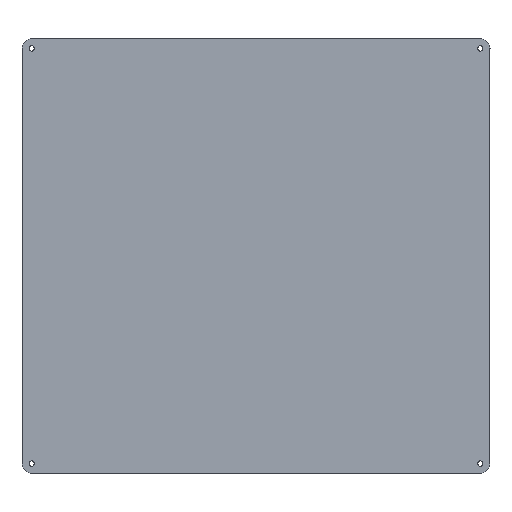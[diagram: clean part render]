
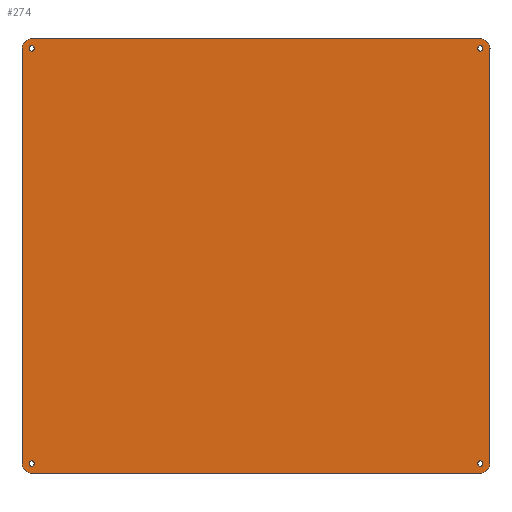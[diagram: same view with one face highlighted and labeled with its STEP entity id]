
A CAD part, left-side view. The second image highlights one B-rep face of the part: STEP entity #274.
In plain terms, the highlighted planar face has unit normal (-1, 0, 0).
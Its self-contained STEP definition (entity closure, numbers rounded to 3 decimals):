
#19=FACE_BOUND('',#61,.T.);
#20=FACE_BOUND('',#62,.T.);
#21=FACE_BOUND('',#63,.T.);
#22=FACE_BOUND('',#64,.T.);
#28=PLANE('',#318);
#42=FACE_OUTER_BOUND('',#60,.T.);
#60=EDGE_LOOP('',(#241,#242,#243,#244,#245,#246,#247,#248));
#61=EDGE_LOOP('',(#249));
#62=EDGE_LOOP('',(#250));
#63=EDGE_LOOP('',(#251));
#64=EDGE_LOOP('',(#252));
#70=LINE('',#422,#90);
#80=LINE('',#462,#100);
#81=LINE('',#465,#101);
#84=LINE('',#474,#104);
#90=VECTOR('',#340,10.);
#100=VECTOR('',#382,10.);
#101=VECTOR('',#385,10.);
#104=VECTOR('',#398,10.);
#106=CIRCLE('',#291,12.);
#107=CIRCLE('',#293,12.);
#109=CIRCLE('',#297,3.3);
#111=CIRCLE('',#300,3.3);
#113=CIRCLE('',#303,3.3);
#115=CIRCLE('',#306,3.3);
#119=CIRCLE('',#314,12.);
#120=CIRCLE('',#316,12.);
#123=VERTEX_POINT('',#406);
#124=VERTEX_POINT('',#408);
#125=VERTEX_POINT('',#412);
#126=VERTEX_POINT('',#413);
#129=VERTEX_POINT('',#424);
#131=VERTEX_POINT('',#430);
#133=VERTEX_POINT('',#436);
#135=VERTEX_POINT('',#442);
#141=VERTEX_POINT('',#458);
#142=VERTEX_POINT('',#460);
#143=VERTEX_POINT('',#464);
#144=VERTEX_POINT('',#470);
#147=EDGE_CURVE('',#123,#124,#106,.T.);
#149=EDGE_CURVE('',#125,#126,#107,.T.);
#154=EDGE_CURVE('',#123,#126,#70,.F.);
#155=EDGE_CURVE('',#129,#129,#109,.T.);
#158=EDGE_CURVE('',#131,#131,#111,.T.);
#161=EDGE_CURVE('',#133,#133,#113,.T.);
#164=EDGE_CURVE('',#135,#135,#115,.T.);
#174=EDGE_CURVE('',#141,#142,#80,.F.);
#175=EDGE_CURVE('',#143,#124,#81,.F.);
#177=EDGE_CURVE('',#143,#142,#119,.T.);
#178=EDGE_CURVE('',#141,#144,#120,.T.);
#180=EDGE_CURVE('',#125,#144,#84,.F.);
#241=ORIENTED_EDGE('',*,*,#180,.T.);
#242=ORIENTED_EDGE('',*,*,#178,.F.);
#243=ORIENTED_EDGE('',*,*,#174,.T.);
#244=ORIENTED_EDGE('',*,*,#177,.F.);
#245=ORIENTED_EDGE('',*,*,#175,.T.);
#246=ORIENTED_EDGE('',*,*,#147,.F.);
#247=ORIENTED_EDGE('',*,*,#154,.T.);
#248=ORIENTED_EDGE('',*,*,#149,.F.);
#249=ORIENTED_EDGE('',*,*,#158,.T.);
#250=ORIENTED_EDGE('',*,*,#155,.T.);
#251=ORIENTED_EDGE('',*,*,#161,.T.);
#252=ORIENTED_EDGE('',*,*,#164,.T.);
#274=ADVANCED_FACE('',(#42,#19,#20,#21,#22),#28,.T.);
#291=AXIS2_PLACEMENT_3D('',#409,#326,#327);
#293=AXIS2_PLACEMENT_3D('',#414,#331,#332);
#297=AXIS2_PLACEMENT_3D('',#425,#343,#344);
#300=AXIS2_PLACEMENT_3D('',#431,#350,#351);
#303=AXIS2_PLACEMENT_3D('',#437,#357,#358);
#306=AXIS2_PLACEMENT_3D('',#443,#364,#365);
#314=AXIS2_PLACEMENT_3D('',#468,#389,#390);
#316=AXIS2_PLACEMENT_3D('',#471,#393,#394);
#318=AXIS2_PLACEMENT_3D('',#475,#399,#400);
#326=DIRECTION('center_axis',(1.,0.,0.));
#327=DIRECTION('ref_axis',(0.,-0.707,0.707));
#331=DIRECTION('center_axis',(1.,0.,0.));
#332=DIRECTION('ref_axis',(0.,0.707,0.707));
#340=DIRECTION('',(0.,-1.,0.));
#343=DIRECTION('center_axis',(1.,0.,0.));
#344=DIRECTION('ref_axis',(0.,-1.,0.));
#350=DIRECTION('center_axis',(1.,0.,0.));
#351=DIRECTION('ref_axis',(0.,-1.,0.));
#357=DIRECTION('center_axis',(1.,0.,0.));
#358=DIRECTION('ref_axis',(0.,-1.,0.));
#364=DIRECTION('center_axis',(1.,0.,0.));
#365=DIRECTION('ref_axis',(0.,-1.,0.));
#382=DIRECTION('',(0.,1.,0.));
#385=DIRECTION('',(0.,0.,-1.));
#389=DIRECTION('center_axis',(1.,0.,0.));
#390=DIRECTION('ref_axis',(0.,-0.707,-0.707));
#393=DIRECTION('center_axis',(1.,0.,0.));
#394=DIRECTION('ref_axis',(0.,0.707,-0.707));
#398=DIRECTION('',(0.,0.,1.));
#399=DIRECTION('center_axis',(-1.,0.,0.));
#400=DIRECTION('ref_axis',(0.,0.,1.));
#406=CARTESIAN_POINT('',(-1.,-278.,538.5));
#408=CARTESIAN_POINT('',(-1.,-290.,526.5));
#409=CARTESIAN_POINT('Origin',(-1.,-278.,526.5));
#412=CARTESIAN_POINT('',(-1.,290.,526.5));
#413=CARTESIAN_POINT('',(-1.,278.,538.5));
#414=CARTESIAN_POINT('Origin',(-1.,278.,526.5));
#422=CARTESIAN_POINT('',(-1.,-148.5,538.5));
#424=CARTESIAN_POINT('',(-1.,281.298,526.5));
#425=CARTESIAN_POINT('Origin',(-1.,277.998,526.5));
#430=CARTESIAN_POINT('',(-1.,-274.7,526.5));
#431=CARTESIAN_POINT('Origin',(-1.,-278.,526.5));
#436=CARTESIAN_POINT('',(-1.,-274.7,12.));
#437=CARTESIAN_POINT('Origin',(-1.,-278.,12.));
#442=CARTESIAN_POINT('',(-1.,281.298,12.));
#443=CARTESIAN_POINT('Origin',(-1.,277.998,12.));
#458=CARTESIAN_POINT('',(-1.,278.,0.));
#460=CARTESIAN_POINT('',(-1.,-278.,0.));
#462=CARTESIAN_POINT('',(-1.,140.5,0.));
#464=CARTESIAN_POINT('',(-1.,-290.,12.));
#465=CARTESIAN_POINT('',(-1.,-290.,191.75));
#468=CARTESIAN_POINT('Origin',(-1.,-278.,12.));
#470=CARTESIAN_POINT('',(-1.,290.,12.));
#471=CARTESIAN_POINT('Origin',(-1.,278.,12.));
#474=CARTESIAN_POINT('',(-1.,290.,379.75));
#475=CARTESIAN_POINT('Origin',(-1.,-4.,349.25));
